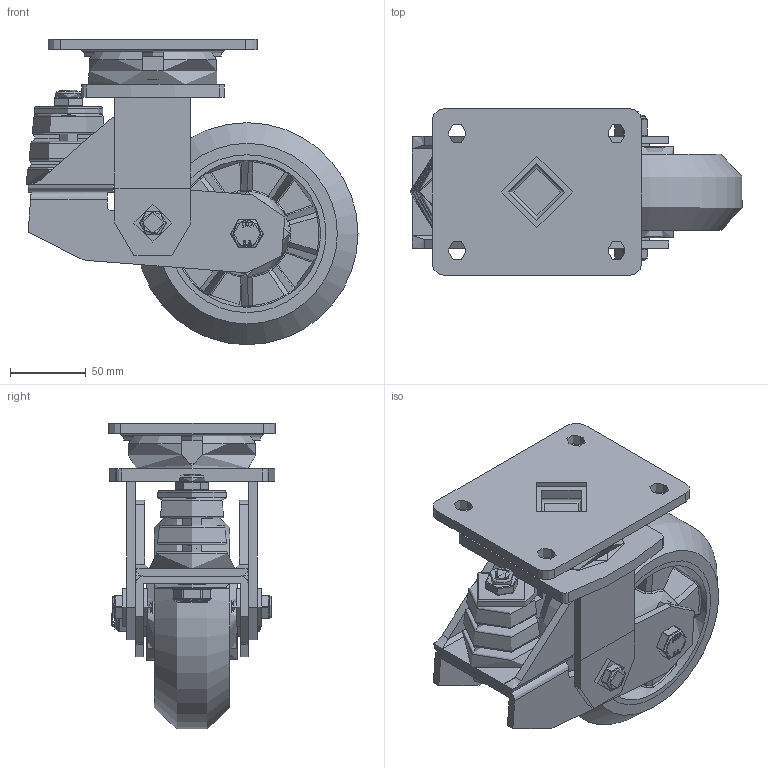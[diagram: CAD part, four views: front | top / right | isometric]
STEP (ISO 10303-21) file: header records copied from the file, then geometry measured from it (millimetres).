
FILE_DESCRIPTION(/* description */ (''),/* implementation_level */ '2;1');
FILE_NAME(/* name */ 'BZKL150RSPABJSPR.step',/* time_stamp */ '2024-09-25T16:13:04+01:00',/* author */ (''),/* organization */ (''),/* preprocessor_version */ 'ST-DEVELOPER v20',/* originating_system */ 'Autodesk Translation Framework v13.20.0.188',/* authorisation */ '');
FILE_SCHEMA (('AUTOMOTIVE_DESIGN { 1 0 10303 214 3 1 1 }'));
Products named in the file (39): BZKL150RSPABJSPR; BZKL150ASSPR v1; FABRICATED STEEL TOP PLATE (1); FABRICATED STEEL FORKS (1); FABRICATED STEEL FORKS Geometry (1); GREASE NIPPLE (1); WASHER (1); NUT (1); BOLT (1); WASHER2 (1); BOLT2 (1); RED RUBBER SPRING; RUBBER (1); METAL (1); BZH150WRSPABJM20 v1; POLYURETHANE TYRE; ALUMINIUM RIM; BEARING6204; BEARING62042; BALL BEARINGS; BEARING6204 (1); BEARING62042 (1); BALL BEARINGS (1); Component3; INNER; OUTER; MIDDLE; RUBBER (2); BEARING SPACER; TH20X2X12 v1; ZINC PLATED HEADED SPACER; TH20X2X12 v1 (1); ZINC PLATED HEADED SPACER (1); HEXBOLTM12X90Z8.8 v2; GRADE 8.8 ZINC PLATED BOLT; NYLOCM12Z14MM v1; NYLOC NUT; NUT (2); RUBBER (3)
Assembly tree (61 placements, depth 6):
  BZKL150RSPABJSPR
    BZKL150ASSPR v1
      FABRICATED STEEL TOP PLATE (1)
      FABRICATED STEEL FORKS (1)
        FABRICATED STEEL FORKS Geometry (1)
        GREASE NIPPLE (1)
        WASHER (1)
        NUT (1)
        BOLT (1)
        WASHER2 (1)  x4
        BOLT2 (1)  x2
      RED RUBBER SPRING
        RUBBER (1)
        METAL (1)
    BZH150WRSPABJM20 v1
      POLYURETHANE TYRE
      ALUMINIUM RIM
      BEARING6204
        BEARING62042
          INNER
          OUTER
          BALL BEARINGS
            Component3  x8
          MIDDLE
          RUBBER (2)
      BEARING6204 (1)
        BEARING62042 (1)
          BALL BEARINGS (1)
            Component3  x8
          INNER
          OUTER
          MIDDLE
          RUBBER (2)
      BEARING SPACER
    TH20X2X12 v1
      ZINC PLATED HEADED SPACER
    TH20X2X12 v1 (1)
      ZINC PLATED HEADED SPACER (1)
    HEXBOLTM12X90Z8.8 v2
      GRADE 8.8 ZINC PLATED BOLT
    NYLOCM12Z14MM v1
      NYLOC NUT
        NUT (2)
        RUBBER (3)
Bounding box: 218.7 x 110 x 201.11 mm (x, y, z)
Volume: 1174185 mm3; surface area: 358094.8 mm2
Topology: 50 solids, 50 shells, 1673 faces, 4150 edges, 2660 vertices
Faces by surface type: plane 527, bspline 506, cylinder 435, sphere 125, torus 73, cone 7
Full cylindrical faces by diameter (mm): 8 x1, 8.141 x24, 9.836 x52, 9.85 x26, 10 x8, 11.834 x55, 12 x9, 12.2 x2, 12.75 x2, 14 x2, 17 x1, 17.75 x1, 18.5 x1, 19.8 x2, 20 x4, 24 x1, 25 x6, 27 x2, 28.5 x8, 30.8 x4, 31.3 x4, 37 x1, 40 x1, 40.3 x4, 40.5 x4, 40.8 x4, 42 x10, 45 x1, 47 x5, 50 x1
Entity records: 107080 total; most frequent: CARTESIAN_POINT 78920, ORIENTED_EDGE 6020, DIRECTION 4899, EDGE_CURVE 3010, VERTEX_POINT 1915, AXIS2_PLACEMENT_3D 1912, EDGE_LOOP 1409, FACE_OUTER_BOUND 1240
